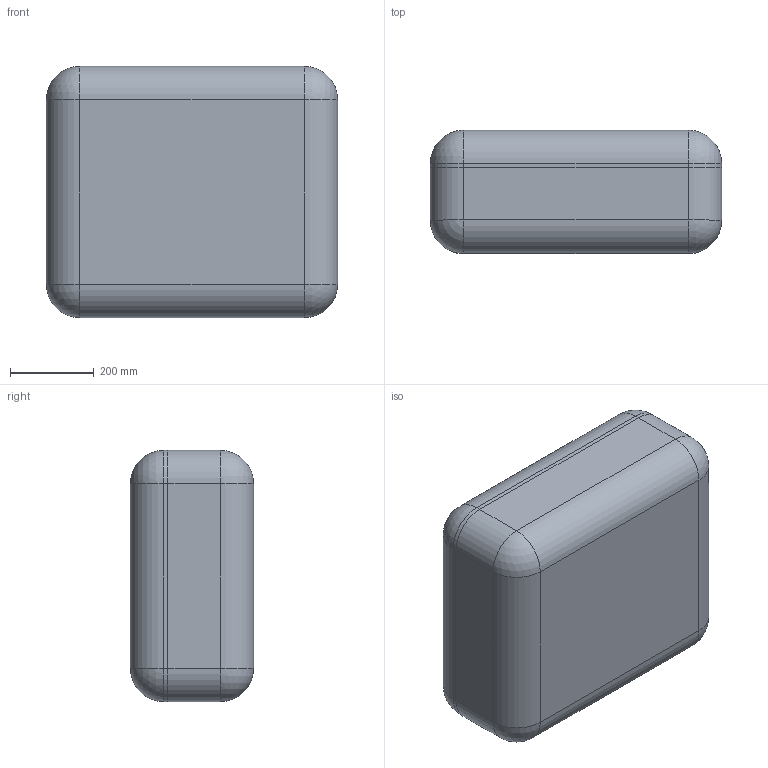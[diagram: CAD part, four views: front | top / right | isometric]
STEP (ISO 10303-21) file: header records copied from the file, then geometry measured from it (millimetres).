
FILE_DESCRIPTION (( 'STEP AP214' ), '1' );
FILE_NAME ('Ñáîðêà_Ï270(óïð).STEP', '2023-11-29T13:04:36', ( '' ), ( '' ), 'SwSTEP 2.0', 'SolidWorks 2021', '' );
FILE_SCHEMA (( 'AUTOMOTIVE_DESIGN' ));
Length unit declared in the file: millimetre
Products named in the file (3): Ñáîðêà_Ï270(óïð); Êîðïóñ Ï270; Êðûøêà Ï275Ê
Assembly tree (2 placements, depth 2):
  Ñáîðêà_Ï270(óïð)
    Êîðïóñ Ï270
    Êðûøêà Ï275Ê
Bounding box: 696.87 x 294.92 x 600.89 mm (x, y, z)
Volume: 64330886.1 mm3; surface area: 2626963.1 mm2
Topology: 2 solids, 2 shells, 3143 faces, 7869 edges, 4756 vertices
Faces by surface type: bspline 754, cylinder 726, plane 715, torus 368, cone 348, sphere 232
Entity records: 140808 total; most frequent: CARTESIAN_POINT 68644, ORIENTED_EDGE 15706, DIRECTION 12108, EDGE_CURVE 7853, VERTEX_POINT 4756, AXIS2_PLACEMENT_3D 4609, EDGE_LOOP 3217, FACE_OUTER_BOUND 3143
